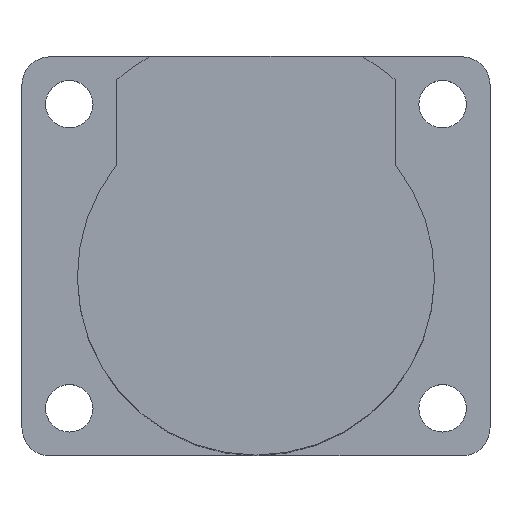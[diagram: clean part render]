
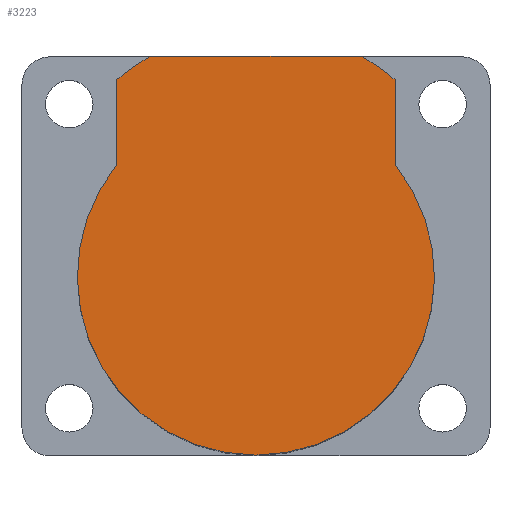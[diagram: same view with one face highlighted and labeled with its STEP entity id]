
A CAD part, top view. The second image highlights one B-rep face of the part: STEP entity #3223.
In plain terms, the highlighted planar face has unit normal (0, 0, 1).
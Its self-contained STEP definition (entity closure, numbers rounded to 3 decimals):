
#10=CARTESIAN_POINT('',(0.,0.,4.6));
#11=DIRECTION('',(0.,0.,1.));
#12=DIRECTION('',(-0.779,0.627,0.));
#13=AXIS2_PLACEMENT_3D('',#10,#11,#12);
#132=DIRECTION('',(0.,-1.,0.));
#133=VECTOR('',#132,6.08);
#134=CARTESIAN_POINT('',(-9.975,14.101,4.6));
#135=LINE('',#134,#133);
#136=CARTESIAN_POINT('',(0.,2.5,4.6));
#137=DIRECTION('',(0.,0.,1.));
#138=DIRECTION('',(-0.494,0.869,0.));
#139=AXIS2_PLACEMENT_3D('',#136,#137,#138);
#141=DIRECTION('',(-1.,0.,0.));
#142=VECTOR('',#141,15.126);
#143=CARTESIAN_POINT('',(7.563,15.8,4.6));
#144=LINE('',#143,#142);
#145=CARTESIAN_POINT('',(0.,2.5,4.6));
#146=DIRECTION('',(0.,0.,1.));
#147=DIRECTION('',(0.652,0.758,0.));
#148=AXIS2_PLACEMENT_3D('',#145,#146,#147);
#150=DIRECTION('',(0.,1.,0.));
#151=VECTOR('',#150,6.08);
#152=CARTESIAN_POINT('',(9.975,8.021,4.6));
#153=LINE('',#152,#151);
#2506=CARTESIAN_POINT('',(9.975,14.101,4.6));
#2507=CARTESIAN_POINT('',(7.563,15.8,4.6));
#2508=VERTEX_POINT('',#2506);
#2509=VERTEX_POINT('',#2507);
#2510=CARTESIAN_POINT('',(-7.563,15.8,4.6));
#2511=VERTEX_POINT('',#2510);
#2512=CARTESIAN_POINT('',(-9.975,14.101,4.6));
#2513=VERTEX_POINT('',#2512);
#2514=CARTESIAN_POINT('',(9.975,8.021,4.6));
#2515=VERTEX_POINT('',#2514);
#2516=CARTESIAN_POINT('',(-9.975,8.021,4.6));
#2517=VERTEX_POINT('',#2516);
#3206=CARTESIAN_POINT('',(0.,0.,4.6));
#3207=DIRECTION('',(0.,0.,1.));
#3208=DIRECTION('',(0.,1.,0.));
#3209=AXIS2_PLACEMENT_3D('',#3206,#3207,#3208);
#3210=PLANE('',#3209);
#3211=ORIENTED_EDGE('',*,*,#3087,.F.);
#3213=ORIENTED_EDGE('',*,*,#3212,.F.);
#3215=ORIENTED_EDGE('',*,*,#3214,.F.);
#3217=ORIENTED_EDGE('',*,*,#3216,.F.);
#3219=ORIENTED_EDGE('',*,*,#3218,.F.);
#3220=ORIENTED_EDGE('',*,*,#3189,.F.);
#3221=EDGE_LOOP('',(#3211,#3213,#3215,#3217,#3219,#3220));
#3222=FACE_OUTER_BOUND('',#3221,.F.);
#3223=ADVANCED_FACE('',(#3222),#3210,.T.);
#14=CIRCLE('',#13,12.8);
#140=CIRCLE('',#139,15.3);
#149=CIRCLE('',#148,15.3);
#3087=EDGE_CURVE('',#2517,#2515,#14,.T.);
#3189=EDGE_CURVE('',#2515,#2508,#153,.T.);
#3212=EDGE_CURVE('',#2513,#2517,#135,.T.);
#3214=EDGE_CURVE('',#2511,#2513,#140,.T.);
#3216=EDGE_CURVE('',#2509,#2511,#144,.T.);
#3218=EDGE_CURVE('',#2508,#2509,#149,.T.);
